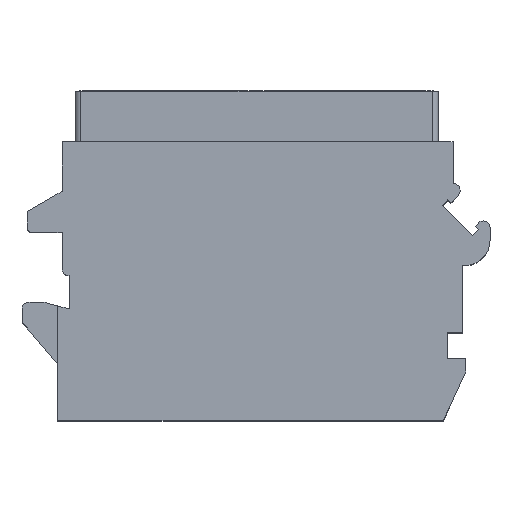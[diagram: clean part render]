
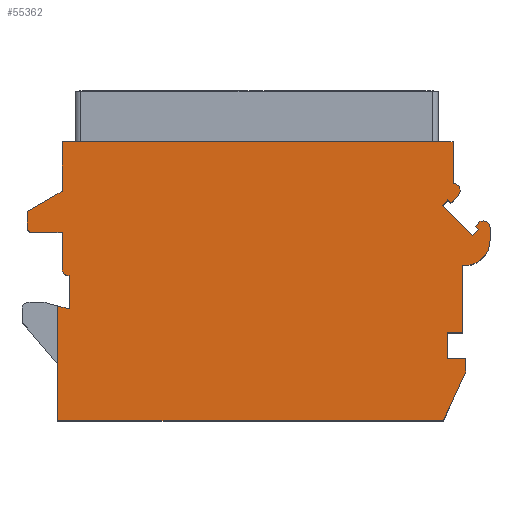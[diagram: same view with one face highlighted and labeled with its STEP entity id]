
A CAD part, top view. The second image highlights one B-rep face of the part: STEP entity #55362.
In plain terms, the highlighted planar face has unit normal (0, 0, 1).
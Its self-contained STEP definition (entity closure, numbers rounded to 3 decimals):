
#367=DIRECTION('',(-1.,0.,0.));
#368=VECTOR('',#367,1.1);
#369=CARTESIAN_POINT('',(14.772,6.3,7.));
#370=LINE('',#369,#368);
#371=DIRECTION('',(0.,-1.,0.));
#372=VECTOR('',#371,1.8);
#373=CARTESIAN_POINT('',(13.672,6.3,7.));
#374=LINE('',#373,#372);
#375=DIRECTION('',(1.,0.,0.));
#376=VECTOR('',#375,1.3);
#377=CARTESIAN_POINT('',(13.672,4.5,7.));
#378=LINE('',#377,#376);
#379=DIRECTION('',(0.,1.,0.));
#380=VECTOR('',#379,1.);
#381=CARTESIAN_POINT('',(14.972,3.5,7.));
#382=LINE('',#381,#380);
#383=DIRECTION('',(0.416,0.909,0.));
#384=VECTOR('',#383,3.848);
#385=CARTESIAN_POINT('',(13.372,0.,7.));
#386=LINE('',#385,#384);
#387=DIRECTION('',(1.,0.,0.));
#388=VECTOR('',#387,27.6);
#389=CARTESIAN_POINT('',(-14.228,0.,7.));
#390=LINE('',#389,#388);
#391=DIRECTION('',(0.,-1.,0.));
#392=VECTOR('',#391,8.232);
#393=CARTESIAN_POINT('',(-14.228,8.232,7.));
#394=LINE('',#393,#392);
#395=DIRECTION('',(-0.966,0.259,0.));
#396=VECTOR('',#395,0.828);
#397=CARTESIAN_POINT('',(-13.428,8.018,7.));
#398=LINE('',#397,#396);
#399=DIRECTION('',(0.,-1.,0.));
#400=VECTOR('',#399,2.382);
#401=CARTESIAN_POINT('',(-13.428,10.4,7.));
#402=LINE('',#401,#400);
#403=CARTESIAN_POINT('',(-13.428,10.9,7.));
#404=DIRECTION('',(0.,0.,1.));
#405=DIRECTION('',(-1.,0.,0.));
#406=AXIS2_PLACEMENT_3D('',#403,#404,#405);
#408=DIRECTION('',(0.,-1.,0.));
#409=VECTOR('',#408,2.6);
#410=CARTESIAN_POINT('',(-13.928,13.5,7.));
#411=LINE('',#410,#409);
#412=DIRECTION('',(1.,0.,0.));
#413=VECTOR('',#412,2.2);
#414=CARTESIAN_POINT('',(-16.128,13.5,7.));
#415=LINE('',#414,#413);
#416=CARTESIAN_POINT('',(-16.128,13.8,7.));
#417=DIRECTION('',(0.,0.,1.));
#418=DIRECTION('',(-1.,0.,0.));
#419=AXIS2_PLACEMENT_3D('',#416,#417,#418);
#421=DIRECTION('',(0.,-1.,0.));
#422=VECTOR('',#421,1.2);
#423=CARTESIAN_POINT('',(-16.428,15.,7.));
#424=LINE('',#423,#422);
#425=DIRECTION('',(-0.866,-0.5,0.));
#426=VECTOR('',#425,2.887);
#427=CARTESIAN_POINT('',(-13.928,16.443,7.));
#428=LINE('',#427,#426);
#429=DIRECTION('',(0.,-1.,0.));
#430=VECTOR('',#429,3.557);
#431=CARTESIAN_POINT('',(-13.928,20.,7.));
#432=LINE('',#431,#430);
#433=DIRECTION('',(-1.,0.,0.));
#434=VECTOR('',#433,28.);
#435=CARTESIAN_POINT('',(14.072,20.,7.));
#436=LINE('',#435,#434);
#437=DIRECTION('',(0.,1.,0.));
#438=VECTOR('',#437,3.);
#439=CARTESIAN_POINT('',(14.072,17.,7.));
#440=LINE('',#439,#438);
#441=DIRECTION('',(-1.,0.,0.));
#442=VECTOR('',#441,0.01);
#443=CARTESIAN_POINT('',(14.082,17.,7.));
#444=LINE('',#443,#442);
#445=CARTESIAN_POINT('',(14.082,16.5,7.));
#446=DIRECTION('',(0.,0.,1.));
#447=DIRECTION('',(0.718,-0.696,0.));
#448=AXIS2_PLACEMENT_3D('',#445,#446,#447);
#450=DIRECTION('',(0.696,0.718,0.));
#451=VECTOR('',#450,0.738);
#452=CARTESIAN_POINT('',(13.928,15.622,7.));
#453=LINE('',#452,#451);
#454=DIRECTION('',(0.718,-0.696,0.));
#455=VECTOR('',#454,0.3);
#456=CARTESIAN_POINT('',(13.713,15.831,7.));
#457=LINE('',#456,#455);
#458=DIRECTION('',(0.696,0.718,0.));
#459=VECTOR('',#458,0.6);
#460=CARTESIAN_POINT('',(13.295,15.4,7.));
#461=LINE('',#460,#459);
#462=DIRECTION('',(-0.718,0.696,0.));
#463=VECTOR('',#462,3.);
#464=CARTESIAN_POINT('',(15.45,13.313,7.));
#465=LINE('',#464,#463);
#466=DIRECTION('',(-0.696,-0.718,0.));
#467=VECTOR('',#466,0.6);
#468=CARTESIAN_POINT('',(15.868,13.744,7.));
#469=LINE('',#468,#467);
#470=DIRECTION('',(0.718,-0.696,0.));
#471=VECTOR('',#470,0.3);
#472=CARTESIAN_POINT('',(15.652,13.953,7.));
#473=LINE('',#472,#471);
#474=DIRECTION('',(-0.696,-0.718,0.));
#475=VECTOR('',#474,0.303);
#476=CARTESIAN_POINT('',(15.863,14.17,7.));
#477=LINE('',#476,#475);
#478=CARTESIAN_POINT('',(16.222,13.822,7.));
#479=DIRECTION('',(0.,0.,1.));
#480=DIRECTION('',(1.,0.,0.));
#481=AXIS2_PLACEMENT_3D('',#478,#479,#480);
#483=DIRECTION('',(0.,1.,0.));
#484=VECTOR('',#483,0.893);
#485=CARTESIAN_POINT('',(16.722,12.93,7.));
#486=LINE('',#485,#484);
#487=CARTESIAN_POINT('',(14.922,12.93,7.));
#488=DIRECTION('',(0.,0.,1.));
#489=DIRECTION('',(-0.083,-0.997,0.));
#490=AXIS2_PLACEMENT_3D('',#487,#488,#489);
#492=DIRECTION('',(0.,1.,0.));
#493=VECTOR('',#492,4.836);
#494=CARTESIAN_POINT('',(14.772,6.3,7.));
#495=LINE('',#494,#493);
#46418=CARTESIAN_POINT('',(-13.928,20.,7.));
#46419=CARTESIAN_POINT('',(-13.928,16.443,7.));
#46420=VERTEX_POINT('',#46418);
#46421=VERTEX_POINT('',#46419);
#46422=CARTESIAN_POINT('',(-16.428,15.,7.));
#46423=VERTEX_POINT('',#46422);
#46424=CARTESIAN_POINT('',(-16.428,13.8,7.));
#46425=VERTEX_POINT('',#46424);
#46426=CARTESIAN_POINT('',(-16.128,13.5,7.));
#46427=VERTEX_POINT('',#46426);
#46428=CARTESIAN_POINT('',(-13.928,13.5,7.));
#46429=VERTEX_POINT('',#46428);
#46430=CARTESIAN_POINT('',(-13.928,10.9,7.));
#46431=VERTEX_POINT('',#46430);
#46432=CARTESIAN_POINT('',(-13.428,10.4,7.));
#46433=VERTEX_POINT('',#46432);
#46434=CARTESIAN_POINT('',(-13.428,8.018,7.));
#46435=VERTEX_POINT('',#46434);
#46436=CARTESIAN_POINT('',(-14.228,8.232,7.));
#46437=VERTEX_POINT('',#46436);
#46438=CARTESIAN_POINT('',(-14.228,0.,7.));
#46439=VERTEX_POINT('',#46438);
#46440=CARTESIAN_POINT('',(13.372,0.,7.));
#46441=VERTEX_POINT('',#46440);
#46442=CARTESIAN_POINT('',(14.972,3.5,7.));
#46443=VERTEX_POINT('',#46442);
#46444=CARTESIAN_POINT('',(14.772,11.136,7.));
#46445=CARTESIAN_POINT('',(16.722,12.93,7.));
#46446=VERTEX_POINT('',#46444);
#46447=VERTEX_POINT('',#46445);
#46448=CARTESIAN_POINT('',(16.722,13.822,7.));
#46449=VERTEX_POINT('',#46448);
#46450=CARTESIAN_POINT('',(15.863,14.17,7.));
#46451=VERTEX_POINT('',#46450);
#46452=CARTESIAN_POINT('',(15.652,13.953,7.));
#46453=VERTEX_POINT('',#46452);
#46454=CARTESIAN_POINT('',(15.868,13.744,7.));
#46455=VERTEX_POINT('',#46454);
#46456=CARTESIAN_POINT('',(15.45,13.313,7.));
#46457=VERTEX_POINT('',#46456);
#46458=CARTESIAN_POINT('',(13.295,15.4,7.));
#46459=VERTEX_POINT('',#46458);
#46460=CARTESIAN_POINT('',(13.713,15.831,7.));
#46461=VERTEX_POINT('',#46460);
#46462=CARTESIAN_POINT('',(13.928,15.622,7.));
#46463=VERTEX_POINT('',#46462);
#46464=CARTESIAN_POINT('',(14.442,16.152,7.));
#46465=VERTEX_POINT('',#46464);
#46466=CARTESIAN_POINT('',(14.082,17.,7.));
#46467=VERTEX_POINT('',#46466);
#46468=CARTESIAN_POINT('',(14.072,17.,7.));
#46469=VERTEX_POINT('',#46468);
#46470=CARTESIAN_POINT('',(14.072,20.,7.));
#46471=VERTEX_POINT('',#46470);
#46504=CARTESIAN_POINT('',(14.772,6.3,7.));
#46505=CARTESIAN_POINT('',(13.672,6.3,7.));
#46506=VERTEX_POINT('',#46504);
#46507=VERTEX_POINT('',#46505);
#46508=CARTESIAN_POINT('',(13.672,4.5,7.));
#46509=VERTEX_POINT('',#46508);
#46510=CARTESIAN_POINT('',(14.972,4.5,7.));
#46511=VERTEX_POINT('',#46510);
#55324=CARTESIAN_POINT('',(0.,0.,7.));
#55325=DIRECTION('',(0.,0.,1.));
#55326=DIRECTION('',(1.,0.,0.));
#55327=AXIS2_PLACEMENT_3D('',#55324,#55325,#55326);
#55328=PLANE('',#55327);
#55329=ORIENTED_EDGE('',*,*,#54778,.T.);
#55330=ORIENTED_EDGE('',*,*,#54793,.T.);
#55331=ORIENTED_EDGE('',*,*,#54807,.T.);
#55332=ORIENTED_EDGE('',*,*,#54822,.F.);
#55333=ORIENTED_EDGE('',*,*,#54835,.F.);
#55334=ORIENTED_EDGE('',*,*,#54849,.F.);
#55335=ORIENTED_EDGE('',*,*,#54868,.F.);
#55336=ORIENTED_EDGE('',*,*,#54911,.F.);
#55337=ORIENTED_EDGE('',*,*,#54993,.F.);
#55338=ORIENTED_EDGE('',*,*,#55007,.F.);
#55339=ORIENTED_EDGE('',*,*,#55021,.F.);
#55340=ORIENTED_EDGE('',*,*,#55035,.F.);
#55341=ORIENTED_EDGE('',*,*,#55049,.F.);
#55342=ORIENTED_EDGE('',*,*,#55063,.F.);
#55343=ORIENTED_EDGE('',*,*,#55077,.F.);
#55344=ORIENTED_EDGE('',*,*,#55091,.F.);
#55345=ORIENTED_EDGE('',*,*,#55105,.F.);
#55346=ORIENTED_EDGE('',*,*,#55137,.F.);
#55347=ORIENTED_EDGE('',*,*,#55151,.F.);
#55348=ORIENTED_EDGE('',*,*,#55165,.F.);
#55349=ORIENTED_EDGE('',*,*,#55179,.F.);
#55350=ORIENTED_EDGE('',*,*,#55193,.F.);
#55351=ORIENTED_EDGE('',*,*,#55207,.F.);
#55352=ORIENTED_EDGE('',*,*,#55221,.F.);
#55353=ORIENTED_EDGE('',*,*,#55235,.F.);
#55354=ORIENTED_EDGE('',*,*,#55249,.F.);
#55355=ORIENTED_EDGE('',*,*,#55263,.F.);
#55356=ORIENTED_EDGE('',*,*,#55277,.F.);
#55357=ORIENTED_EDGE('',*,*,#55291,.F.);
#55358=ORIENTED_EDGE('',*,*,#55305,.F.);
#55359=ORIENTED_EDGE('',*,*,#55317,.F.);
#55360=EDGE_LOOP('',(#55329,#55330,#55331,#55332,#55333,#55334,#55335,#55336,
#55337,#55338,#55339,#55340,#55341,#55342,#55343,#55344,#55345,#55346,#55347,
#55348,#55349,#55350,#55351,#55352,#55353,#55354,#55355,#55356,#55357,#55358,
#55359));
#55361=FACE_OUTER_BOUND('',#55360,.F.);
#55362=ADVANCED_FACE('',(#55361),#55328,.T.);
#407=CIRCLE('',#406,0.5);
#420=CIRCLE('',#419,0.3);
#449=CIRCLE('',#448,0.5);
#482=CIRCLE('',#481,0.5);
#491=CIRCLE('',#490,1.8);
#54778=EDGE_CURVE('',#46506,#46507,#370,.T.);
#54793=EDGE_CURVE('',#46507,#46509,#374,.T.);
#54807=EDGE_CURVE('',#46509,#46511,#378,.T.);
#54822=EDGE_CURVE('',#46443,#46511,#382,.T.);
#54835=EDGE_CURVE('',#46441,#46443,#386,.T.);
#54849=EDGE_CURVE('',#46439,#46441,#390,.T.);
#54868=EDGE_CURVE('',#46437,#46439,#394,.T.);
#54911=EDGE_CURVE('',#46435,#46437,#398,.T.);
#54993=EDGE_CURVE('',#46433,#46435,#402,.T.);
#55007=EDGE_CURVE('',#46431,#46433,#407,.T.);
#55021=EDGE_CURVE('',#46429,#46431,#411,.T.);
#55035=EDGE_CURVE('',#46427,#46429,#415,.T.);
#55049=EDGE_CURVE('',#46425,#46427,#420,.T.);
#55063=EDGE_CURVE('',#46423,#46425,#424,.T.);
#55077=EDGE_CURVE('',#46421,#46423,#428,.T.);
#55091=EDGE_CURVE('',#46420,#46421,#432,.T.);
#55105=EDGE_CURVE('',#46471,#46420,#436,.T.);
#55137=EDGE_CURVE('',#46469,#46471,#440,.T.);
#55151=EDGE_CURVE('',#46467,#46469,#444,.T.);
#55165=EDGE_CURVE('',#46465,#46467,#449,.T.);
#55179=EDGE_CURVE('',#46463,#46465,#453,.T.);
#55193=EDGE_CURVE('',#46461,#46463,#457,.T.);
#55207=EDGE_CURVE('',#46459,#46461,#461,.T.);
#55221=EDGE_CURVE('',#46457,#46459,#465,.T.);
#55235=EDGE_CURVE('',#46455,#46457,#469,.T.);
#55249=EDGE_CURVE('',#46453,#46455,#473,.T.);
#55263=EDGE_CURVE('',#46451,#46453,#477,.T.);
#55277=EDGE_CURVE('',#46449,#46451,#482,.T.);
#55291=EDGE_CURVE('',#46447,#46449,#486,.T.);
#55305=EDGE_CURVE('',#46446,#46447,#491,.T.);
#55317=EDGE_CURVE('',#46506,#46446,#495,.T.);
